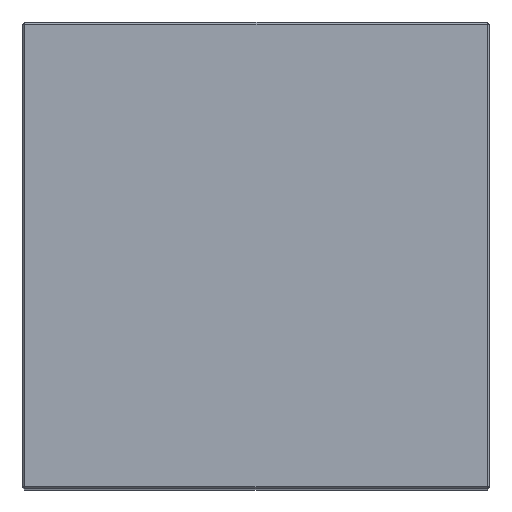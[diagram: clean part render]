
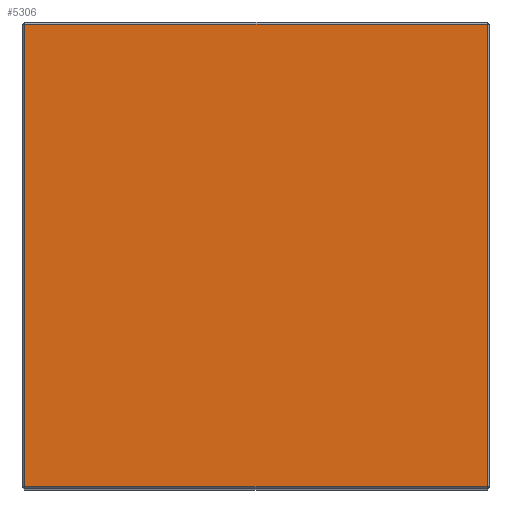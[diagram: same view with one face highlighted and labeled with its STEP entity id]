
A CAD part, top view. The second image highlights one B-rep face of the part: STEP entity #5306.
In plain terms, the highlighted planar face has unit normal (0, 0, 1).
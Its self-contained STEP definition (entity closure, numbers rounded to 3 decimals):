
#639 = CARTESIAN_POINT ( 'NONE',  ( 10.9, -10.9, 15.5 ) ) ;
#701 = VECTOR ( 'NONE', #16125, 1000. ) ;
#800 = DIRECTION ( 'NONE',  ( 0., -1., 0. ) ) ;
#1313 = EDGE_CURVE ( 'NONE', #3107, #6258, #12864, .T. ) ;
#2131 = CARTESIAN_POINT ( 'NONE',  ( -10.9, -10.9, 15.5 ) ) ;
#2446 = DIRECTION ( 'NONE',  ( 0., 0., 1. ) ) ;
#2579 = EDGE_CURVE ( 'NONE', #6258, #11981, #13482, .T. ) ;
#2929 = VECTOR ( 'NONE', #17975, 1000. ) ;
#3107 = VERTEX_POINT ( 'NONE', #9754 ) ;
#5180 = DIRECTION ( 'NONE',  ( 1., 0., 0. ) ) ;
#5306 = ADVANCED_FACE ( 'NONE', ( #6251 ), #10724, .T. ) ;
#5792 = CARTESIAN_POINT ( 'NONE',  ( 0., 10.9, 15.5 ) ) ;
#6185 = ORIENTED_EDGE ( 'NONE', *, *, #14365, .T. ) ;
#6251 = FACE_OUTER_BOUND ( 'NONE', #10257, .T. ) ;
#6258 = VERTEX_POINT ( 'NONE', #16684 ) ;
#8681 = LINE ( 'NONE', #17531, #16485 ) ;
#8969 = ORIENTED_EDGE ( 'NONE', *, *, #2579, .T. ) ;
#9321 = DIRECTION ( 'NONE',  ( 1., 0., 0. ) ) ;
#9754 = CARTESIAN_POINT ( 'NONE',  ( 10.9, 10.9, 15.5 ) ) ;
#10257 = EDGE_LOOP ( 'NONE', ( #16133, #13706, #8969, #6185 ) ) ;
#10669 = CARTESIAN_POINT ( 'NONE',  ( 0., 0., 15.5 ) ) ;
#10724 = PLANE ( 'NONE',  #13710 ) ;
#11981 = VERTEX_POINT ( 'NONE', #2131 ) ;
#12370 = LINE ( 'NONE', #13431, #701 ) ;
#12628 = VECTOR ( 'NONE', #800, 1000. ) ;
#12838 = EDGE_CURVE ( 'NONE', #15391, #3107, #12370, .T. ) ;
#12864 = LINE ( 'NONE', #5792, #2929 ) ;
#13431 = CARTESIAN_POINT ( 'NONE',  ( 10.9, 0., 15.5 ) ) ;
#13482 = LINE ( 'NONE', #17403, #12628 ) ;
#13706 = ORIENTED_EDGE ( 'NONE', *, *, #1313, .T. ) ;
#13710 = AXIS2_PLACEMENT_3D ( 'NONE', #10669, #2446, #5180 ) ;
#14365 = EDGE_CURVE ( 'NONE', #11981, #15391, #8681, .T. ) ;
#15391 = VERTEX_POINT ( 'NONE', #639 ) ;
#16125 = DIRECTION ( 'NONE',  ( 0., 1., 0. ) ) ;
#16133 = ORIENTED_EDGE ( 'NONE', *, *, #12838, .T. ) ;
#16485 = VECTOR ( 'NONE', #9321, 1000. ) ;
#16684 = CARTESIAN_POINT ( 'NONE',  ( -10.9, 10.9, 15.5 ) ) ;
#17403 = CARTESIAN_POINT ( 'NONE',  ( -10.9, 0., 15.5 ) ) ;
#17531 = CARTESIAN_POINT ( 'NONE',  ( 0., -10.9, 15.5 ) ) ;
#17975 = DIRECTION ( 'NONE',  ( -1., 0., 0. ) ) ;
